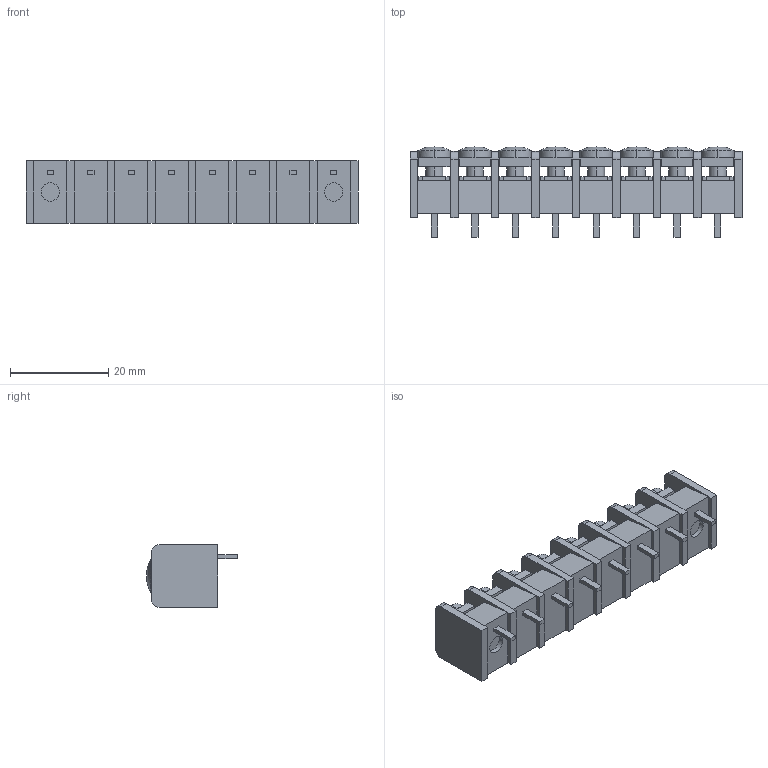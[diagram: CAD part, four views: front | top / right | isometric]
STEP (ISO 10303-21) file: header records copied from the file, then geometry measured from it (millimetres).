
FILE_DESCRIPTION((''),'2;1');
FILE_NAME('C-3-1437667-1','2008-12-11T',('workeradm'),('Tyco Electronics Corporation'),'PRO/ENGINEER BY PARAMETRIC TECHNOLOGY CORPORATION, 2005450','PRO/ENGINEER BY PARAMETRIC TECHNOLOGY CORPORATION, 2005450','');
FILE_SCHEMA(('CONFIG_CONTROL_DESIGN', 'GEOMETRIC_VALIDATION_PROPERTIES_MIM'));
Length unit declared in the file: millimetre
Products named in the file (1): C-3-1437667-1
Bounding box: 67.69 x 18.54 x 12.7 mm (x, y, z)
Volume: 8150.1 mm3; surface area: 6252.8 mm2
Topology: 1 solids, 1 shells, 486 faces, 1230 edges, 764 vertices
Faces by surface type: plane 416, cylinder 54, sphere 16
Entity records: 14307 total; most frequent: CARTESIAN_POINT 2465, ORIENTED_EDGE 2428, DIRECTION 2374, EDGE_CURVE 1214, VECTOR 1026, LINE 1026, VERTEX_POINT 764, AXIS2_PLACEMENT_3D 674
